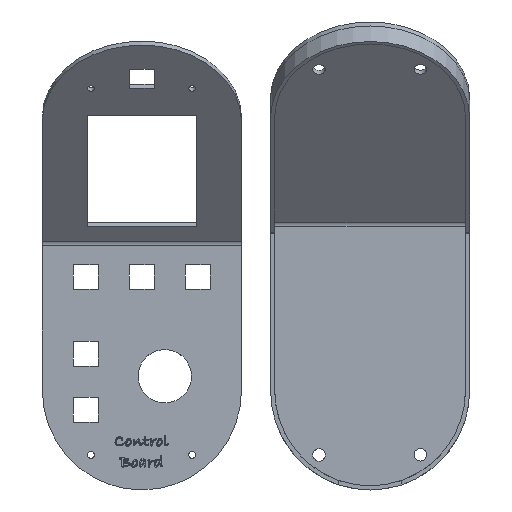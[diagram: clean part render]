
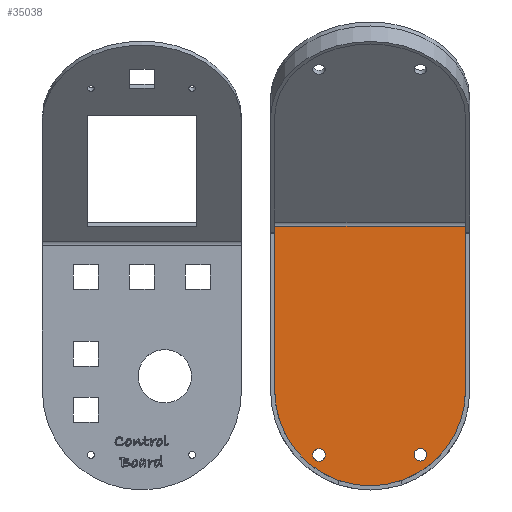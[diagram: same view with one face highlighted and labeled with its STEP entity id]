
A CAD part, top view. The second image highlights one B-rep face of the part: STEP entity #35038.
In plain terms, the highlighted planar face has unit normal (0, 0, 1).
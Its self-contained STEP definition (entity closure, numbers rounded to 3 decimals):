
#380=FACE_BOUND('',#3022,.T.);
#381=FACE_BOUND('',#3023,.T.);
#1218=FACE_OUTER_BOUND('',#3021,.T.);
#3021=EDGE_LOOP('',(#23175,#23176,#23177,#23178));
#3022=EDGE_LOOP('',(#23179));
#3023=EDGE_LOOP('',(#23180));
#4834=CIRCLE('',#36832,46.);
#4847=CIRCLE('',#36869,3.);
#4848=CIRCLE('',#36872,3.);
#4929=LINE('',#45972,#9492);
#4973=LINE('',#46071,#9536);
#4974=LINE('',#46073,#9537);
#9492=VECTOR('',#38398,10.);
#9536=VECTOR('',#38490,10.);
#9537=VECTOR('',#38493,10.);
#14055=VERTEX_POINT('',#45969);
#14056=VERTEX_POINT('',#45971);
#14064=VERTEX_POINT('',#45990);
#14087=VERTEX_POINT('',#46069);
#14095=VERTEX_POINT('',#46103);
#14096=VERTEX_POINT('',#46109);
#17631=EDGE_CURVE('',#14056,#14055,#4929,.T.);
#17642=EDGE_CURVE('',#14055,#14064,#4834,.T.);
#17681=EDGE_CURVE('',#14064,#14087,#4973,.T.);
#17682=EDGE_CURVE('',#14056,#14087,#4974,.T.);
#17696=EDGE_CURVE('',#14095,#14095,#4847,.T.);
#17699=EDGE_CURVE('',#14096,#14096,#4848,.T.);
#23175=ORIENTED_EDGE('',*,*,#17681,.T.);
#23176=ORIENTED_EDGE('',*,*,#17682,.F.);
#23177=ORIENTED_EDGE('',*,*,#17631,.T.);
#23178=ORIENTED_EDGE('',*,*,#17642,.T.);
#23179=ORIENTED_EDGE('',*,*,#17696,.T.);
#23180=ORIENTED_EDGE('',*,*,#17699,.T.);
#33608=PLANE('',#36875);
#35038=ADVANCED_FACE('',(#1218,#380,#381),#33608,.T.);
#36832=AXIS2_PLACEMENT_3D('',#45992,#38411,#38412);
#36869=AXIS2_PLACEMENT_3D('',#46104,#38525,#38526);
#36872=AXIS2_PLACEMENT_3D('',#46110,#38533,#38534);
#36875=AXIS2_PLACEMENT_3D('',#46115,#38541,#38542);
#38398=DIRECTION('',(0.,-1.,0.));
#38411=DIRECTION('center_axis',(0.,0.,1.));
#38412=DIRECTION('ref_axis',(-1.,0.,0.));
#38490=DIRECTION('',(0.,1.,0.));
#38493=DIRECTION('',(1.,0.,0.));
#38525=DIRECTION('center_axis',(0.,0.,-1.));
#38526=DIRECTION('ref_axis',(1.,0.,0.));
#38533=DIRECTION('center_axis',(0.,0.,-1.));
#38534=DIRECTION('ref_axis',(1.,0.,0.));
#38541=DIRECTION('center_axis',(0.,0.,1.));
#38542=DIRECTION('ref_axis',(1.,0.,0.));
#45969=CARTESIAN_POINT('',(150.,39.741,0.));
#45971=CARTESIAN_POINT('',(150.,118.817,0.));
#45972=CARTESIAN_POINT('',(150.,48.01,0.));
#45990=CARTESIAN_POINT('',(242.,39.741,0.));
#45992=CARTESIAN_POINT('Origin',(196.,39.741,0.));
#46069=CARTESIAN_POINT('',(242.,118.817,0.));
#46071=CARTESIAN_POINT('',(242.,87.548,0.));
#46073=CARTESIAN_POINT('',(98.,118.817,0.));
#46103=CARTESIAN_POINT('',(217.211,8.696,0.));
#46104=CARTESIAN_POINT('Origin',(220.211,8.696,0.));
#46109=CARTESIAN_POINT('',(168.379,8.617,0.));
#46110=CARTESIAN_POINT('Origin',(171.379,8.617,0.));
#46115=CARTESIAN_POINT('Origin',(196.,56.279,0.));
